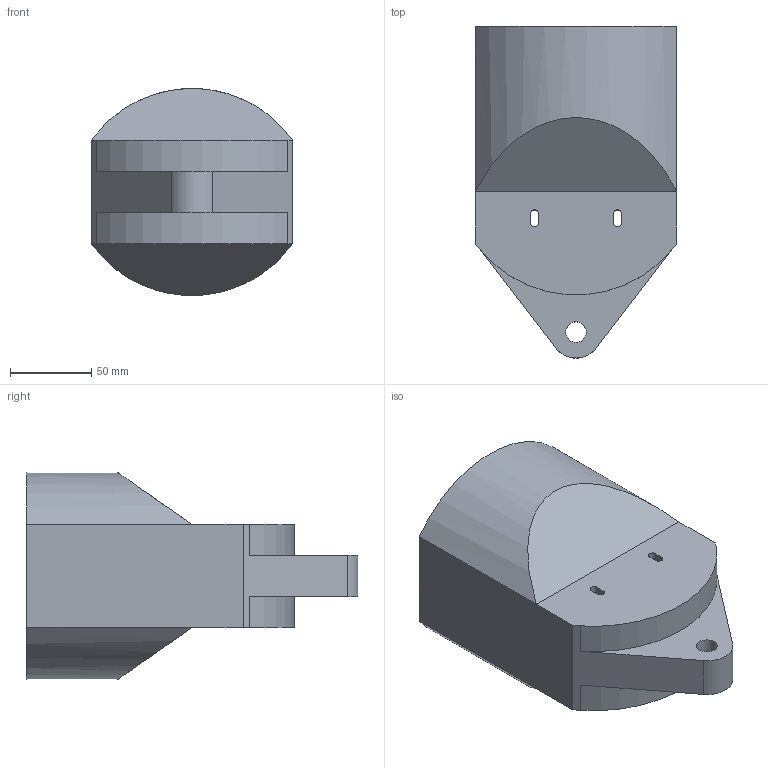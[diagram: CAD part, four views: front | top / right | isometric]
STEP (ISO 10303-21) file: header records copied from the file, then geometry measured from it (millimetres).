
FILE_DESCRIPTION(/* description */ (''),/* implementation_level */ '2;1');
FILE_NAME(/* name */ '857d9002-e90b-489c-b196-1c135fbc27d6.stp',/* time_stamp */ '2019-02-09T16:22:41+09:00',/* author */ (''),/* organization */ (''),/* preprocessor_version */ 'ST-DEVELOPER v17.2',/* originating_system */ 'Autodesk Translation Framework v7.6.0.251',/* authorisation */ '');
FILE_SCHEMA (('AUTOMOTIVE_DESIGN { 1 0 10303 214 3 1 1 }'));
Length unit declared in the file: inch
Products named in the file (1): FusionComponent
Bounding box: 123.83 x 203.68 x 127 mm (x, y, z)
Volume: 720578.6 mm3; surface area: 133258.9 mm2
Topology: 1 solids, 1 shells, 360 faces, 924 edges, 568 vertices
Faces by surface type: cylinder 296, plane 38, bspline 22, torus 4
Full cylindrical faces by diameter (mm): 5.116 x120, 6.35 x124, 12.7 x1
Entity records: 22064 total; most frequent: CARTESIAN_POINT 14183, ORIENTED_EDGE 1840, DIRECTION 1292, EDGE_CURVE 920, VERTEX_POINT 568, AXIS2_PLACEMENT_3D 465, B_SPLINE_CURVE_WITH_KNOTS 432, EDGE_LOOP 376
